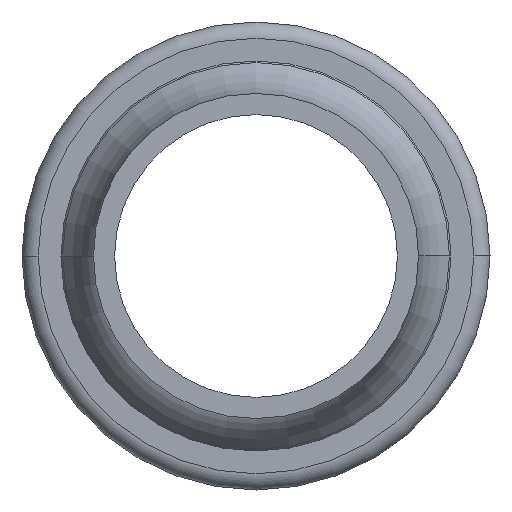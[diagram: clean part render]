
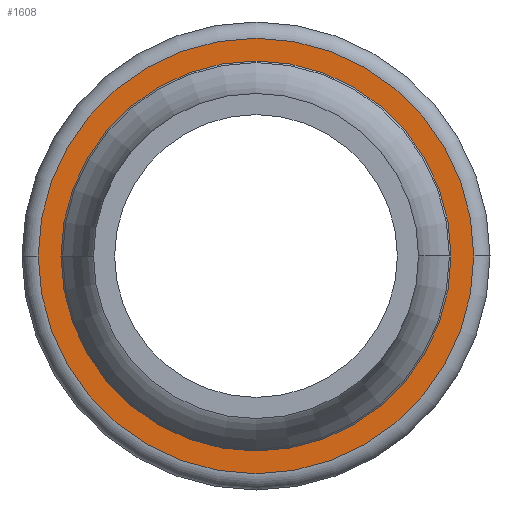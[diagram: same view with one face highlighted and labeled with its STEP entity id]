
A CAD part, left-side view. The second image highlights one B-rep face of the part: STEP entity #1608.
In plain terms, the highlighted planar face has unit normal (-1, 0, 0).
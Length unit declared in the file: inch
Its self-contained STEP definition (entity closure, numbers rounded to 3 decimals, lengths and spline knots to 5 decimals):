
#92 = DIRECTION ( 'NONE',  ( 0., 1., 0. ) ) ;
#241 = CIRCLE ( 'NONE', #2235, 0.49 ) ;
#259 = ORIENTED_EDGE ( 'NONE', *, *, #3374, .F. ) ;
#400 = DIRECTION ( 'NONE',  ( 0., 1., 0. ) ) ;
#444 = VERTEX_POINT ( 'NONE', #5719 ) ;
#541 = FACE_OUTER_BOUND ( 'NONE', #2006, .T. ) ;
#663 = AXIS2_PLACEMENT_3D ( 'NONE', #1342, #4203, #4234 ) ;
#1081 = DIRECTION ( 'NONE',  ( 1., 0., 0. ) ) ;
#1087 = CARTESIAN_POINT ( 'NONE',  ( 0.78, 0., 0. ) ) ;
#1112 = PLANE ( 'NONE',  #1276 ) ;
#1121 = CARTESIAN_POINT ( 'NONE',  ( 0.78, 0., 0. ) ) ;
#1174 = CARTESIAN_POINT ( 'NONE',  ( 0.78, 0.49, 0. ) ) ;
#1246 = ORIENTED_EDGE ( 'NONE', *, *, #4993, .F. ) ;
#1276 = AXIS2_PLACEMENT_3D ( 'NONE', #5190, #1081, #92 ) ;
#1342 = CARTESIAN_POINT ( 'NONE',  ( 0.78, 0., 0. ) ) ;
#1437 = EDGE_CURVE ( 'NONE', #2838, #5531, #241, .T. ) ;
#1608 = ADVANCED_FACE ( 'NONE', ( #541, #2839 ), #1112, .F. ) ;
#2006 = EDGE_LOOP ( 'NONE', ( #259, #1246 ) ) ;
#2050 = DIRECTION ( 'NONE',  ( 0., 1., 0. ) ) ;
#2134 = CARTESIAN_POINT ( 'NONE',  ( 0.78, -0.49, 0. ) ) ;
#2220 = CIRCLE ( 'NONE', #2986, 0.49 ) ;
#2235 = AXIS2_PLACEMENT_3D ( 'NONE', #2251, #2726, #400 ) ;
#2251 = CARTESIAN_POINT ( 'NONE',  ( 0.78, 0., 0. ) ) ;
#2556 = DIRECTION ( 'NONE',  ( 1., 0., 0. ) ) ;
#2610 = ORIENTED_EDGE ( 'NONE', *, *, #1437, .T. ) ;
#2663 = AXIS2_PLACEMENT_3D ( 'NONE', #1121, #2556, #3447 ) ;
#2711 = EDGE_CURVE ( 'NONE', #5531, #2838, #2220, .T. ) ;
#2726 = DIRECTION ( 'NONE',  ( 1., 0., 0. ) ) ;
#2838 = VERTEX_POINT ( 'NONE', #2134 ) ;
#2839 = FACE_BOUND ( 'NONE', #4404, .T. ) ;
#2913 = DIRECTION ( 'NONE',  ( 1., 0., 0. ) ) ;
#2986 = AXIS2_PLACEMENT_3D ( 'NONE', #1087, #2913, #2050 ) ;
#3046 = CIRCLE ( 'NONE', #2663, 0.67 ) ;
#3374 = EDGE_CURVE ( 'NONE', #4889, #444, #5824, .T. ) ;
#3447 = DIRECTION ( 'NONE',  ( 0., 1., 0. ) ) ;
#4203 = DIRECTION ( 'NONE',  ( 1., 0., 0. ) ) ;
#4226 = CARTESIAN_POINT ( 'NONE',  ( 0.78, 0.67, 0. ) ) ;
#4234 = DIRECTION ( 'NONE',  ( 0., 1., 0. ) ) ;
#4404 = EDGE_LOOP ( 'NONE', ( #5498, #2610 ) ) ;
#4889 = VERTEX_POINT ( 'NONE', #4226 ) ;
#4993 = EDGE_CURVE ( 'NONE', #444, #4889, #3046, .T. ) ;
#5190 = CARTESIAN_POINT ( 'NONE',  ( 0.78, 0., 0. ) ) ;
#5498 = ORIENTED_EDGE ( 'NONE', *, *, #2711, .T. ) ;
#5531 = VERTEX_POINT ( 'NONE', #1174 ) ;
#5719 = CARTESIAN_POINT ( 'NONE',  ( 0.78, -0.67, 0. ) ) ;
#5824 = CIRCLE ( 'NONE', #663, 0.67 ) ;
